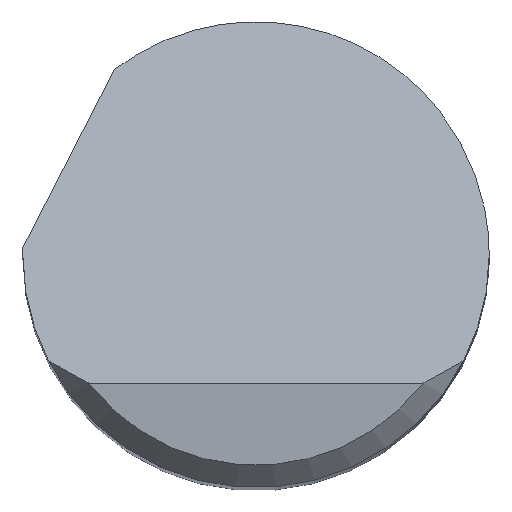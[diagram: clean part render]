
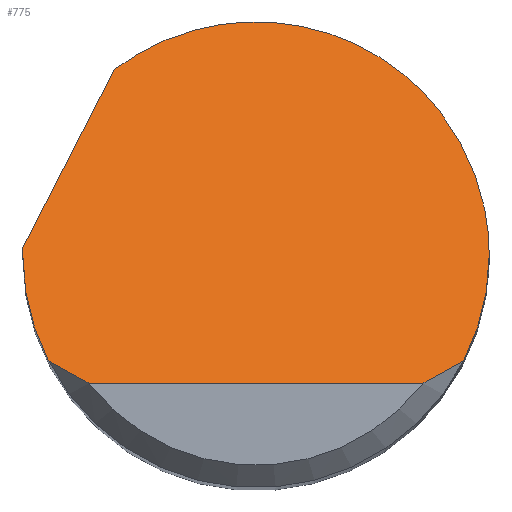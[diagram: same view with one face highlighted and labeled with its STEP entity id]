
A CAD part, top view. The second image highlights one B-rep face of the part: STEP entity #775.
In plain terms, the highlighted planar face has unit normal (0, 0.707, 0.707).
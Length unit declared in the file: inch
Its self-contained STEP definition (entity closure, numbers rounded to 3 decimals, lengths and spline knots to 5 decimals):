
#3 = ORIENTED_EDGE ( 'NONE', *, *, #210, .F. ) ;
#14 = ORIENTED_EDGE ( 'NONE', *, *, #415, .T. ) ;
#26 = CARTESIAN_POINT ( 'NONE',  ( -0.13035, -0.07657, 2.49032 ) ) ;
#56 = VERTEX_POINT ( 'NONE', #600 ) ;
#65 = ORIENTED_EDGE ( 'NONE', *, *, #334, .F. ) ;
#81 = CARTESIAN_POINT ( 'NONE',  ( 0.13906, -0.07125, 2.485 ) ) ;
#88 = CARTESIAN_POINT ( 'NONE',  ( 0.13906, -0.07125, 2.485 ) ) ;
#100 = CARTESIAN_POINT ( 'NONE',  ( 0.02277, 0.21456, 2.19919 ) ) ;
#106 = CARTESIAN_POINT ( 'NONE',  ( -0.15625, 0.00167, 2.41208 ) ) ;
#108 = EDGE_CURVE ( 'NONE', #56, #707, #610, .T. ) ;
#120 = B_SPLINE_CURVE_WITH_KNOTS ( 'NONE', 3,
 ( #749, #154, #466, #645 ),
 .UNSPECIFIED., .F., .F.,
 ( 4, 4 ),
 ( 0., 0.00088 ),
 .UNSPECIFIED. ) ;
#132 = CARTESIAN_POINT ( 'NONE',  ( 0.15625, 0., 2.41375 ) ) ;
#147 = CARTESIAN_POINT ( 'NONE',  ( 0.15625, 0.1488, 2.26495 ) ) ;
#151 = ORIENTED_EDGE ( 'NONE', *, *, #792, .F. ) ;
#154 = CARTESIAN_POINT ( 'NONE',  ( 0.12131, -0.0816, 2.49535 ) ) ;
#165 = CARTESIAN_POINT ( 'NONE',  ( -0.12131, -0.0816, 2.49535 ) ) ;
#170 = CARTESIAN_POINT ( 'NONE',  ( -0.15625, -0.08625, 2.5 ) ) ;
#181 = VECTOR ( 'NONE', #462, 39.37008 ) ;
#182 = AXIS2_PLACEMENT_3D ( 'NONE', #170, #604, #548 ) ;
#187 = EDGE_CURVE ( 'NONE', #396, #56, #640, .T. ) ;
#206 = CARTESIAN_POINT ( 'NONE',  ( -0.15041, -0.04909, 2.46284 ) ) ;
#210 = EDGE_CURVE ( 'NONE', #213, #396, #413, .T. ) ;
#213 = VERTEX_POINT ( 'NONE', #528 ) ;
#232 = CARTESIAN_POINT ( 'NONE',  ( -0.15617, 0.005, 2.40875 ) ) ;
#275 = CARTESIAN_POINT ( 'NONE',  ( 0., -0.08625, 2.5 ) ) ;
#285 = CARTESIAN_POINT ( 'NONE',  ( -0.15625, 0., 2.41375 ) ) ;
#317 = VECTOR ( 'NONE', #517, 39.37008 ) ;
#320 = ORIENTED_EDGE ( 'NONE', *, *, #345, .T. ) ;
#334 = EDGE_CURVE ( 'NONE', #573, #213, #690, .T. ) ;
#345 = EDGE_CURVE ( 'NONE', #535, #786, #695, .T. ) ;
#358 = B_SPLINE_CURVE_WITH_KNOTS ( 'NONE', 3,
 ( #654, #26, #165, #586 ),
 .UNSPECIFIED., .F., .F.,
 ( 4, 4 ),
 ( 0., 0.00088 ),
 .UNSPECIFIED. ) ;
#361 = PLANE ( 'NONE',  #182 ) ;
#383 = CARTESIAN_POINT ( 'NONE',  ( -0.15625, -0.02489, 2.43864 ) ) ;
#385 = CARTESIAN_POINT ( 'NONE',  ( 0.15625, -0.02489, 2.43864 ) ) ;
#394 = CARTESIAN_POINT ( 'NONE',  ( -0.19753, -0.07567, 2.48942 ) ) ;
#396 = VERTEX_POINT ( 'NONE', #457 ) ;
#403 = EDGE_CURVE ( 'NONE', #727, #535, #358, .T. ) ;
#413 = LINE ( 'NONE', #394, #317 ) ;
#415 = EDGE_CURVE ( 'NONE', #786, #707, #120, .T. ) ;
#441 = ORIENTED_EDGE ( 'NONE', *, *, #187, .F. ) ;
#457 = CARTESIAN_POINT ( 'NONE',  ( -0.09521, 0.12389, 2.28986 ) ) ;
#462 = DIRECTION ( 'NONE',  ( 1., 0., 0. ) ) ;
#466 = CARTESIAN_POINT ( 'NONE',  ( 0.13035, -0.07657, 2.49032 ) ) ;
#517 = DIRECTION ( 'NONE',  ( 0.341, 0.665, -0.665 ) ) ;
#518 = CARTESIAN_POINT ( 'NONE',  ( -0.15625, 0., 2.41375 ) ) ;
#527 = CARTESIAN_POINT ( 'NONE',  ( -0.13906, -0.07125, 2.485 ) ) ;
#528 = CARTESIAN_POINT ( 'NONE',  ( -0.15617, 0.005, 2.40875 ) ) ;
#533 = CARTESIAN_POINT ( 'NONE',  ( 0.15625, 0., 2.41375 ) ) ;
#535 = VERTEX_POINT ( 'NONE', #767 ) ;
#548 = DIRECTION ( 'NONE',  ( 0., 0.707, -0.707 ) ) ;
#573 = VERTEX_POINT ( 'NONE', #518 ) ;
#586 = CARTESIAN_POINT ( 'NONE',  ( -0.11186, -0.08625, 2.5 ) ) ;
#592 = EDGE_LOOP ( 'NONE', ( #320, #14, #734, #441, #3, #65, #151, #612 ) ) ;
#600 = CARTESIAN_POINT ( 'NONE',  ( 0.15625, 0., 2.41375 ) ) ;
#604 = DIRECTION ( 'NONE',  ( 0., -0.707, -0.707 ) ) ;
#610 =( BOUNDED_CURVE ( )  B_SPLINE_CURVE ( 3, ( #132, #385, #629, #81 ),
 .UNSPECIFIED., .F., .F. ) 
 B_SPLINE_CURVE_WITH_KNOTS ( ( 4, 4 ),
 ( 1.5708, 2.04429 ),
 .UNSPECIFIED. ) 
 CURVE ( )  GEOMETRIC_REPRESENTATION_ITEM ( )  RATIONAL_B_SPLINE_CURVE ( ( 1., 0.981, 0.981, 1. ) ) 
 REPRESENTATION_ITEM ( '' )  );
#612 = ORIENTED_EDGE ( 'NONE', *, *, #403, .T. ) ;
#627 = CARTESIAN_POINT ( 'NONE',  ( -0.13906, -0.07125, 2.485 ) ) ;
#629 = CARTESIAN_POINT ( 'NONE',  ( 0.15041, -0.04909, 2.46284 ) ) ;
#637 = CARTESIAN_POINT ( 'NONE',  ( -0.09521, 0.12389, 2.28986 ) ) ;
#640 =( BOUNDED_CURVE ( )  B_SPLINE_CURVE ( 3, ( #637, #100, #147, #533 ),
 .UNSPECIFIED., .F., .F. ) 
 B_SPLINE_CURVE_WITH_KNOTS ( ( 4, 4 ),
 ( 5.62792, 7.85398 ),
 .UNSPECIFIED. ) 
 CURVE ( )  GEOMETRIC_REPRESENTATION_ITEM ( )  RATIONAL_B_SPLINE_CURVE ( ( 1., 0.628, 0.628, 1. ) ) 
 REPRESENTATION_ITEM ( '' )  );
#645 = CARTESIAN_POINT ( 'NONE',  ( 0.13906, -0.07125, 2.485 ) ) ;
#652 = CARTESIAN_POINT ( 'NONE',  ( 0.11186, -0.08625, 2.5 ) ) ;
#654 = CARTESIAN_POINT ( 'NONE',  ( -0.13906, -0.07125, 2.485 ) ) ;
#687 = CARTESIAN_POINT ( 'NONE',  ( -0.15625, 0., 2.41375 ) ) ;
#690 =( BOUNDED_CURVE ( )  B_SPLINE_CURVE ( 3, ( #285, #106, #708, #232 ),
 .UNSPECIFIED., .F., .F. ) 
 B_SPLINE_CURVE_WITH_KNOTS ( ( 4, 4 ),
 ( 4.71239, 4.74439 ),
 .UNSPECIFIED. ) 
 CURVE ( )  GEOMETRIC_REPRESENTATION_ITEM ( )  RATIONAL_B_SPLINE_CURVE ( ( 1., 1., 1., 1. ) ) 
 REPRESENTATION_ITEM ( '' )  );
#695 = LINE ( 'NONE', #275, #181 ) ;
#707 = VERTEX_POINT ( 'NONE', #88 ) ;
#708 = CARTESIAN_POINT ( 'NONE',  ( -0.15622, 0.00333, 2.41042 ) ) ;
#717 =( BOUNDED_CURVE ( )  B_SPLINE_CURVE ( 3, ( #527, #206, #383, #687 ),
 .UNSPECIFIED., .F., .F. ) 
 B_SPLINE_CURVE_WITH_KNOTS ( ( 4, 4 ),
 ( 4.23889, 4.71239 ),
 .UNSPECIFIED. ) 
 CURVE ( )  GEOMETRIC_REPRESENTATION_ITEM ( )  RATIONAL_B_SPLINE_CURVE ( ( 1., 0.981, 0.981, 1. ) ) 
 REPRESENTATION_ITEM ( '' )  );
#727 = VERTEX_POINT ( 'NONE', #627 ) ;
#734 = ORIENTED_EDGE ( 'NONE', *, *, #108, .F. ) ;
#749 = CARTESIAN_POINT ( 'NONE',  ( 0.11186, -0.08625, 2.5 ) ) ;
#767 = CARTESIAN_POINT ( 'NONE',  ( -0.11186, -0.08625, 2.5 ) ) ;
#775 = ADVANCED_FACE ( 'NONE', ( #779 ), #361, .F. ) ;
#779 = FACE_OUTER_BOUND ( 'NONE', #592, .T. ) ;
#786 = VERTEX_POINT ( 'NONE', #652 ) ;
#792 = EDGE_CURVE ( 'NONE', #727, #573, #717, .T. ) ;
